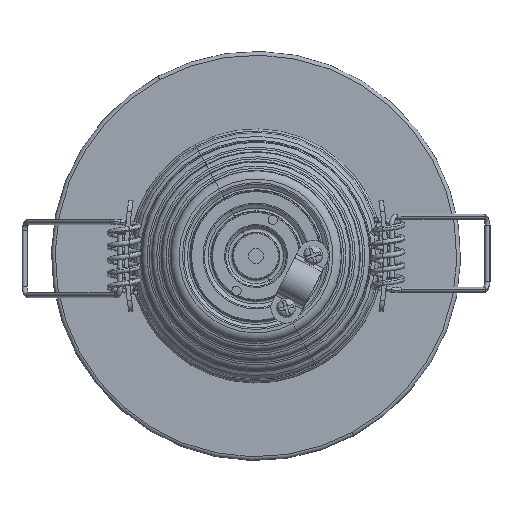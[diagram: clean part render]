
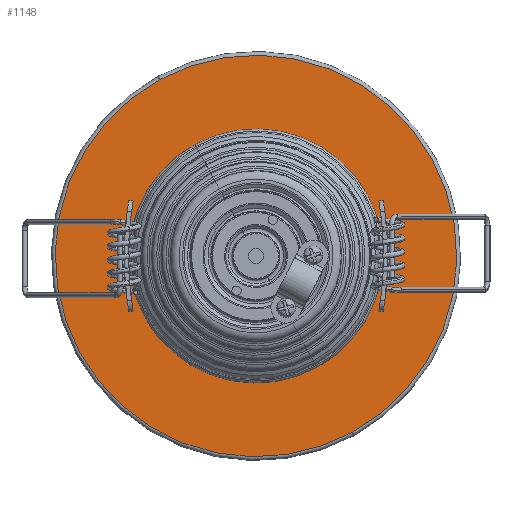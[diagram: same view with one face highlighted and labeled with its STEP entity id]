
A CAD part, left-side view. The second image highlights one B-rep face of the part: STEP entity #1148.
In plain terms, the highlighted planar face has unit normal (-1, 0, 0).
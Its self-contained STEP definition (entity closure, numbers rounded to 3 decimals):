
#160=CARTESIAN_POINT('Vertex',(-3.921,14.392,26.345)) ;
#163=CARTESIAN_POINT('Axis2P3D Location',(-3.921,0.,0.)) ;
#167=CARTESIAN_POINT('Vertex',(-3.921,-14.392,-26.345)) ;
#182=CARTESIAN_POINT('Axis2P3D Location',(-3.921,0.,0.)) ;
#199=CARTESIAN_POINT('Axis2P3D Location',(-3.921,0.,0.)) ;
#203=CARTESIAN_POINT('Vertex',(-3.921,22.743,41.632)) ;
#205=CARTESIAN_POINT('Vertex',(-3.921,-22.743,-41.632)) ;
#234=CARTESIAN_POINT('Axis2P3D Location',(-3.921,0.,0.)) ;
#1135=CARTESIAN_POINT('Axis2P3D Location',(-3.921,0.,47.439)) ;
#164=DIRECTION('Axis2P3D Direction',(-1.,0.,0.)) ;
#183=DIRECTION('Axis2P3D Direction',(-1.,0.,0.)) ;
#200=DIRECTION('Axis2P3D Direction',(-1.,0.,0.)) ;
#235=DIRECTION('Axis2P3D Direction',(-1.,0.,0.)) ;
#1136=DIRECTION('Axis2P3D Direction',(-1.,0.,0.)) ;
#1137=DIRECTION('Axis2P3D XDirection',(0.,1.,0.)) ;
#165=AXIS2_PLACEMENT_3D('Circle Axis2P3D',#163,#164,$) ;
#184=AXIS2_PLACEMENT_3D('Circle Axis2P3D',#182,#183,$) ;
#201=AXIS2_PLACEMENT_3D('Circle Axis2P3D',#199,#200,$) ;
#236=AXIS2_PLACEMENT_3D('Circle Axis2P3D',#234,#235,$) ;
#1138=AXIS2_PLACEMENT_3D('Plane Axis2P3D',#1135,#1136,#1137) ;
#1141=ORIENTED_EDGE('',*,*,#238,.T.) ;
#1142=ORIENTED_EDGE('',*,*,#207,.T.) ;
#1145=ORIENTED_EDGE('',*,*,#169,.F.) ;
#1146=ORIENTED_EDGE('',*,*,#186,.F.) ;
#1147=FACE_BOUND('',#1144,.T.) ;
#1148=ADVANCED_FACE('Body.2',(#1143,#1147),#1139,.T.) ;
#166=CIRCLE('generated circle',#165,30.02) ;
#185=CIRCLE('generated circle',#184,30.02) ;
#202=CIRCLE('generated circle',#201,47.439) ;
#237=CIRCLE('generated circle',#236,47.439) ;
#169=EDGE_CURVE('',#161,#168,#166,.T.) ;
#186=EDGE_CURVE('',#168,#161,#185,.T.) ;
#207=EDGE_CURVE('',#204,#206,#202,.T.) ;
#238=EDGE_CURVE('',#206,#204,#237,.T.) ;
#1140=EDGE_LOOP('',(#1141,#1142)) ;
#1144=EDGE_LOOP('',(#1145,#1146)) ;
#1143=FACE_OUTER_BOUND('',#1140,.T.) ;
#1139=PLANE('',#1138) ;
#161=VERTEX_POINT('',#160) ;
#168=VERTEX_POINT('',#167) ;
#204=VERTEX_POINT('',#203) ;
#206=VERTEX_POINT('',#205) ;
